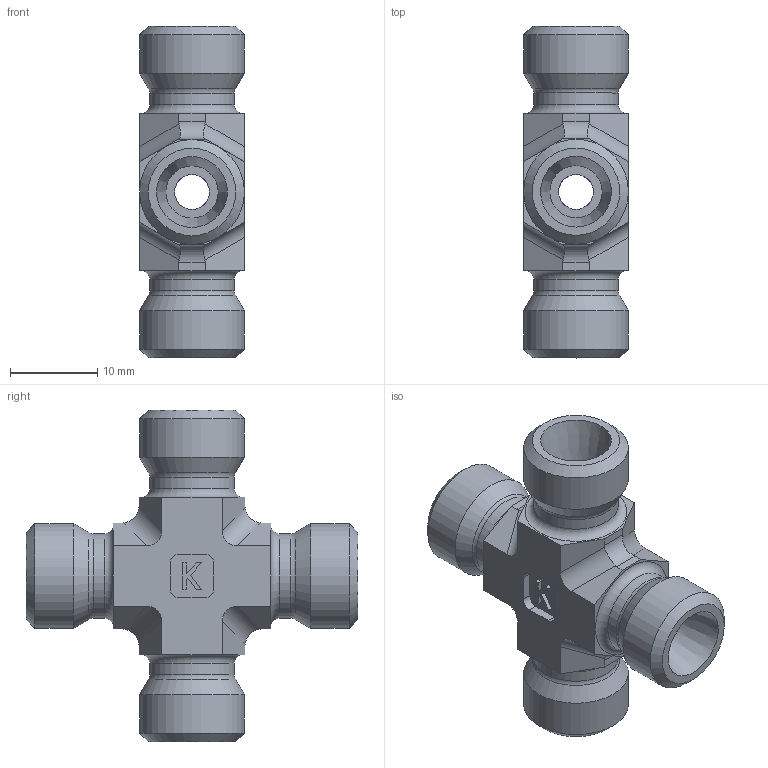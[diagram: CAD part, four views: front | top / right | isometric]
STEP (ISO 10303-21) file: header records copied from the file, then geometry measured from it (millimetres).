
FILE_DESCRIPTION((''),'2;1');
FILE_NAME('4910612.stp','2014-09-18T14:32:01',(''),('KNOMI spol. s r. o.'),'Autodesk Inventor 2012','Autodesk Inventor 2012','');
FILE_SCHEMA(('AUTOMOTIVE_DESIGN { 1 2 10303 214 0 1 1 1 }'));
Length unit declared in the file: millimetre
Products named in the file (1): KS2 6L 4xM12  Js05
Bounding box: 12 x 38 x 38 mm (x, y, z)
Volume: 5467.9 mm3; surface area: 3769.5 mm2
Topology: 1 solids, 1 shells, 108 faces, 276 edges, 178 vertices
Faces by surface type: plane 56, cylinder 32, cone 12, torus 8
Full cylindrical faces by diameter (mm): 4 x4, 6 x4, 9.7 x4, 12 x4
Entity records: 3014 total; most frequent: DIRECTION 534, CARTESIAN_POINT 503, ORIENTED_EDGE 456, EDGE_CURVE 228, AXIS2_PLACEMENT_3D 197, VERTEX_POINT 166, EDGE_LOOP 158, VECTOR 140
